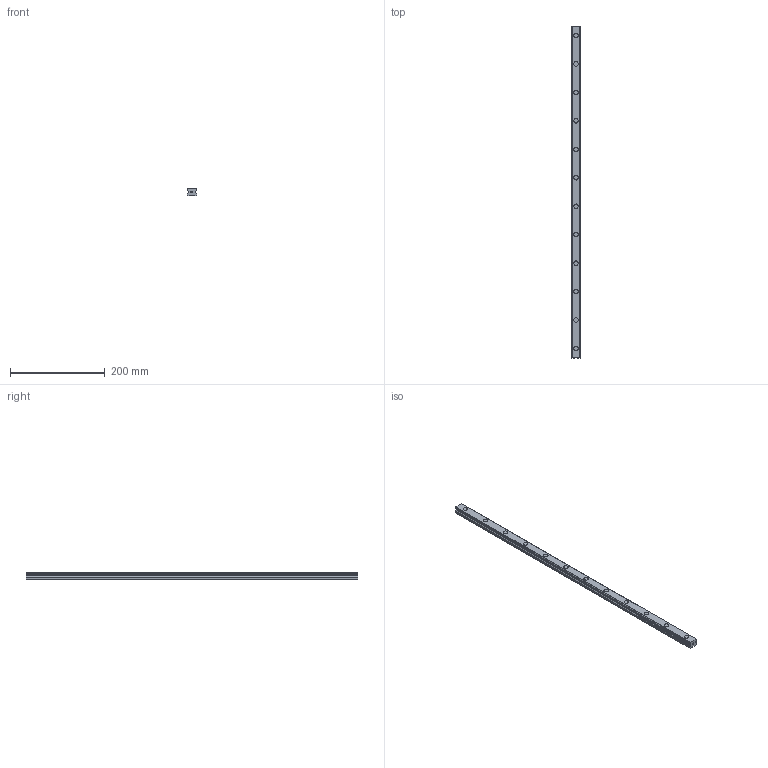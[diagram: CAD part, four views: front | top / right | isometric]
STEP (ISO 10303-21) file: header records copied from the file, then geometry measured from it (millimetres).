
FILE_DESCRIPTION(('STEP AP214'),'1');
FILE_NAME('cctmp_C4634131-A606-4F80-A43C-AE14D759697A_2021_02_04_09_19_19_0085..stp','2021-02-04T08:19:19',('HIWIN GmbH'),('CADClick - www.CADClick.com'),'Spatial InterOp 3D',' ','unknown authorization');
FILE_SCHEMA(('AUTOMOTIVE_DESIGN'));
Length unit declared in the file: millimetre
Products named in the file (1): EGR20R700C_FILE
Bounding box: 20 x 700 x 15.5 mm (x, y, z)
Volume: 187605.9 mm3; surface area: 56546.3 mm2
Topology: 1 solids, 1 shells, 247 faces, 603 edges, 386 vertices
Faces by surface type: plane 157, cylinder 90
Entity records: 9261 total; most frequent: DIRECTION 1327, CARTESIAN_POINT 1237, ORIENTED_EDGE 1206, EDGE_CURVE 603, AXIS2_PLACEMENT_3D 476, VERTEX_POINT 386, LINE 375, VECTOR 375
